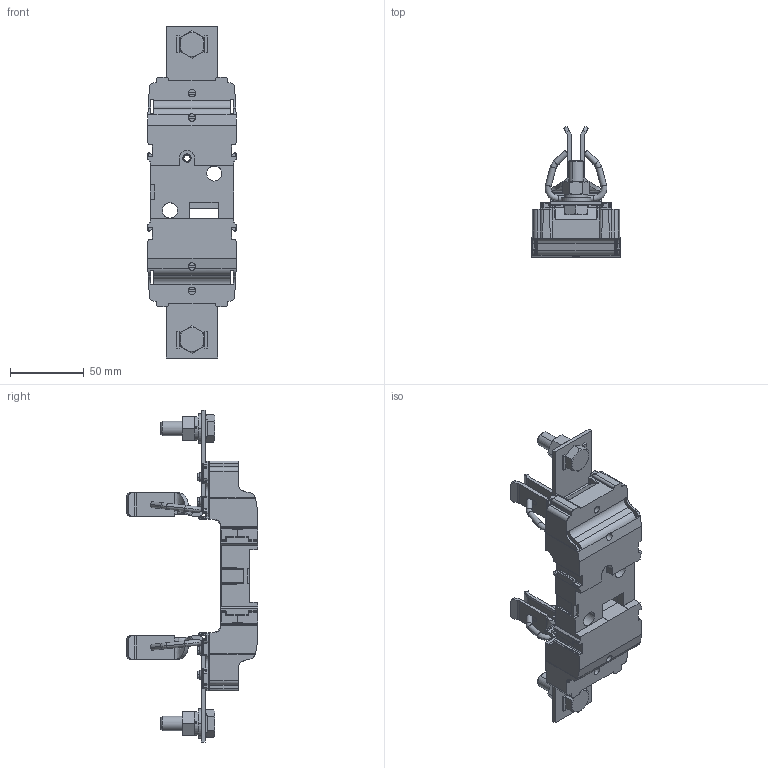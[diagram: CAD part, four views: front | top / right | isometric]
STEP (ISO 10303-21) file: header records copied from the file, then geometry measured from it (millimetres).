
FILE_DESCRIPTION((''),'2;1');
FILE_NAME('004121500_PT2_M10-M10_1P_ASM','2023-10-25T10:27:43',('klemen.sitar'),('Audax d.o.o.'),'CREO PARAMETRIC BY PTC INC, 2021304','CREO PARAMETRIC BY PTC INC, 2021304','');
FILE_SCHEMA(('AP242_MANAGED_MODEL_BASED_3D_ENGINEERING_MIM_LF { 1 0 10303 442 1 1 4 }'));
Products named in the file (14): ASM0024_ASM_1_ASM_1; 0000038453_1_1_2_1; 0000038666_AF0_1_1_2_1; 0000038666_AF1_1_1_2_1; 0000047317_1_1_2_1; BASE_ASM; 0000032607_1_1_2_1; 0000032604_1_1_2_1; 0000032603_1_1_2_1; 0000032605_1_1_2_1; M10_B_ASM; M10_T_ASM; ETI_LOGO_13_2X7_71MM; 004121500_PT2_M10-M10_1P_ASM
Assembly tree (21 placements, depth 3):
  004121500_PT2_M10-M10_1P_ASM
    BASE_ASM
      ASM0024_ASM_1_ASM_1
      0000038453_1_1_2_1  x2
      0000038666_AF0_1_1_2_1
      0000038666_AF1_1_1_2_1
      0000047317_1_1_2_1  x4
    M10_B_ASM
      0000032607_1_1_2_1
      0000032604_1_1_2_1
      0000032603_1_1_2_1
      0000032605_1_1_2_1
    M10_T_ASM
      0000032607_1_1_2_1
      0000032604_1_1_2_1
      0000032603_1_1_2_1
      0000032605_1_1_2_1
    ETI_LOGO_13_2X7_71MM
Bounding box: 59.8 x 88.8 x 225 mm (x, y, z)
Volume: 36684.2 mm3; surface area: 73200 mm2
Topology: 19 solids, 30 shells, 1652 faces, 4181 edges, 2545 vertices
Faces by surface type: plane 612, cylinder 551, bspline 170, cone 136, torus 132, extrusion 27, sphere 24
Entity records: 92574 total; most frequent: CARTESIAN_POINT 36742, ORIENTED_EDGE 7096, DIRECTION 6719, PRESENTATION_STYLE_ASSIGNMENT 5021, STYLED_ITEM 5021, CURVE_STYLE 3586, EDGE_CURVE 3559, AXIS2_PLACEMENT_3D 2439
